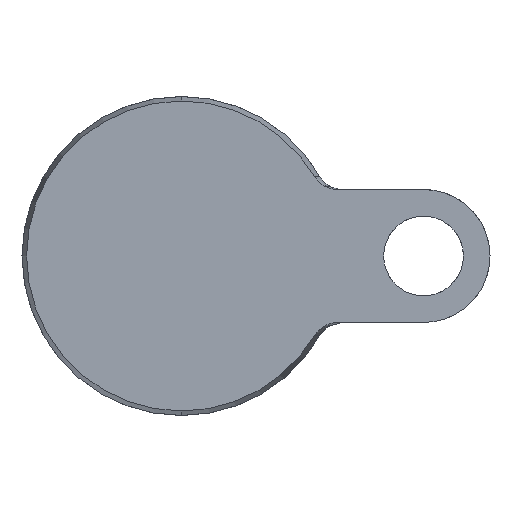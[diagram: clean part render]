
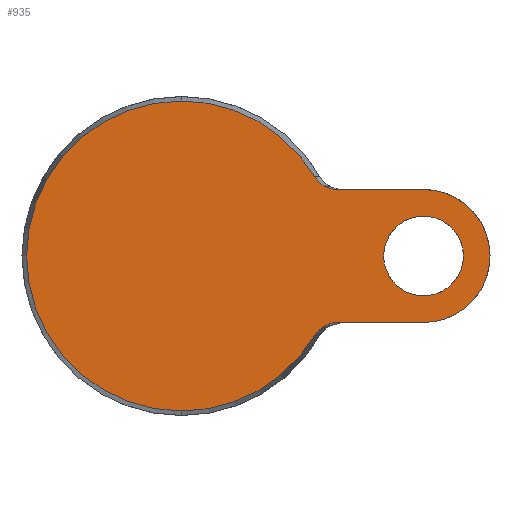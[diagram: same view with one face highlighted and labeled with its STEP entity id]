
A CAD part, front view. The second image highlights one B-rep face of the part: STEP entity #935.
In plain terms, the highlighted planar face has unit normal (0, -1, 0).
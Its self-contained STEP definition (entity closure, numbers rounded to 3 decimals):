
#15 = DIRECTION ( 'NONE',  ( 0., 0., 1. ) ) ;
#35 = VERTEX_POINT ( 'NONE', #1424 ) ;
#40 = VERTEX_POINT ( 'NONE', #266 ) ;
#50 = CIRCLE ( 'NONE', #1150, 29.143 ) ;
#51 = VERTEX_POINT ( 'NONE', #393 ) ;
#85 = CARTESIAN_POINT ( 'NONE',  ( 25.237, 0., 14.58 ) ) ;
#108 = ORIENTED_EDGE ( 'NONE', *, *, #1556, .T. ) ;
#124 = CIRCLE ( 'NONE', #601, 12.5 ) ;
#134 = DIRECTION ( 'NONE',  ( 0., 1., 0. ) ) ;
#177 = CIRCLE ( 'NONE', #656, 29.143 ) ;
#186 = CARTESIAN_POINT ( 'NONE',  ( 27.255, 0., -12.953 ) ) ;
#189 = DIRECTION ( 'NONE',  ( 0., 0., 1. ) ) ;
#197 = DIRECTION ( 'NONE',  ( 0., 1., 0. ) ) ;
#213 = ORIENTED_EDGE ( 'NONE', *, *, #914, .F. ) ;
#218 = VERTEX_POINT ( 'NONE', #608 ) ;
#219 = VERTEX_POINT ( 'NONE', #1236 ) ;
#225 = AXIS2_PLACEMENT_3D ( 'NONE', #1593, #197, #189 ) ;
#229 = LINE ( 'NONE', #1247, #794 ) ;
#266 = CARTESIAN_POINT ( 'NONE',  ( 29.374, 0., 12.5 ) ) ;
#281 = CARTESIAN_POINT ( 'NONE',  ( 15., 0., -12.5 ) ) ;
#307 = CARTESIAN_POINT ( 'NONE',  ( 28.503, 0., -12.556 ) ) ;
#313 = CARTESIAN_POINT ( 'NONE',  ( 27.253, 0., 12.954 ) ) ;
#321 = VERTEX_POINT ( 'NONE', #1326 ) ;
#324 = EDGE_CURVE ( 'NONE', #565, #35, #124, .T. ) ;
#336 = DIRECTION ( 'NONE',  ( 0., 1., 0. ) ) ;
#340 = CARTESIAN_POINT ( 'NONE',  ( -29.143, 0., 0. ) ) ;
#393 = CARTESIAN_POINT ( 'NONE',  ( 45.5, 0., -7.5 ) ) ;
#428 = CARTESIAN_POINT ( 'NONE',  ( 25.976, 0., 13.785 ) ) ;
#442 = CARTESIAN_POINT ( 'NONE',  ( 29.374, 0., 12.5 ) ) ;
#445 = VECTOR ( 'NONE', #650, 1000. ) ;
#449 = ORIENTED_EDGE ( 'NONE', *, *, #754, .T. ) ;
#450 = CARTESIAN_POINT ( 'NONE',  ( 29.374, 0., -12.5 ) ) ;
#453 = CARTESIAN_POINT ( 'NONE',  ( 29.374, 0., -12.5 ) ) ;
#462 = DIRECTION ( 'NONE',  ( 0., 0., 1. ) ) ;
#478 = DIRECTION ( 'NONE',  ( 1., 0., 0. ) ) ;
#520 = ORIENTED_EDGE ( 'NONE', *, *, #1194, .T. ) ;
#521 = CARTESIAN_POINT ( 'NONE',  ( 0., 0., 0. ) ) ;
#551 = AXIS2_PLACEMENT_3D ( 'NONE', #340, #852, #462 ) ;
#561 = B_SPLINE_CURVE_WITH_KNOTS ( 'NONE', 3,
 ( #442, #1544, #1328, #836, #719, #313, #576, #929, #1447, #829, #428, #1455, #85, #1198 ),
 .UNSPECIFIED., .F., .F.,
 ( 4, 2, 2, 2, 2, 2, 4 ),
 ( 0., 0.001, 0.002, 0.003, 0.003, 0.004, 0.005 ),
 .UNSPECIFIED. ) ;
#565 = VERTEX_POINT ( 'NONE', #1009 ) ;
#576 = CARTESIAN_POINT ( 'NONE',  ( 27.057, 0., 13.048 ) ) ;
#578 = CARTESIAN_POINT ( 'NONE',  ( 25.977, 0., -13.784 ) ) ;
#588 = FACE_BOUND ( 'NONE', #1444, .T. ) ;
#599 = ORIENTED_EDGE ( 'NONE', *, *, #678, .F. ) ;
#601 = AXIS2_PLACEMENT_3D ( 'NONE', #709, #336, #1453 ) ;
#608 = CARTESIAN_POINT ( 'NONE',  ( 45.5, 0., 7.5 ) ) ;
#650 = DIRECTION ( 'NONE',  ( -1., 0., 0. ) ) ;
#656 = AXIS2_PLACEMENT_3D ( 'NONE', #1178, #1542, #1167 ) ;
#678 = EDGE_CURVE ( 'NONE', #35, #784, #912, .T. ) ;
#685 = CIRCLE ( 'NONE', #225, 7.5 ) ;
#705 = CARTESIAN_POINT ( 'NONE',  ( 27.662, 0., -12.789 ) ) ;
#709 = CARTESIAN_POINT ( 'NONE',  ( 45.5, 0., 0. ) ) ;
#713 = CARTESIAN_POINT ( 'NONE',  ( 26.497, 0., -13.379 ) ) ;
#719 = CARTESIAN_POINT ( 'NONE',  ( 27.659, 0., 12.79 ) ) ;
#742 = FACE_OUTER_BOUND ( 'NONE', #851, .T. ) ;
#754 = EDGE_CURVE ( 'NONE', #51, #218, #1049, .T. ) ;
#757 = EDGE_CURVE ( 'NONE', #1044, #321, #1253, .T. ) ;
#766 = EDGE_CURVE ( 'NONE', #40, #219, #561, .T. ) ;
#784 = VERTEX_POINT ( 'NONE', #450 ) ;
#794 = VECTOR ( 'NONE', #478, 1000. ) ;
#829 = CARTESIAN_POINT ( 'NONE',  ( 26.144, 0., 13.642 ) ) ;
#830 = CARTESIAN_POINT ( 'NONE',  ( 25.011, 0., -14.959 ) ) ;
#836 = CARTESIAN_POINT ( 'NONE',  ( 27.869, 0., 12.721 ) ) ;
#845 = CARTESIAN_POINT ( 'NONE',  ( 26.146, 0., -13.64 ) ) ;
#851 = EDGE_LOOP ( 'NONE', ( #213, #980, #1058, #1480, #1265, #108, #599, #1221 ) ) ;
#852 = DIRECTION ( 'NONE',  ( 0., 1., 0. ) ) ;
#894 = DIRECTION ( 'NONE',  ( 0., 0., -1. ) ) ;
#905 = DIRECTION ( 'NONE',  ( 0., -1., 0. ) ) ;
#912 = LINE ( 'NONE', #281, #445 ) ;
#914 = EDGE_CURVE ( 'NONE', #40, #565, #229, .T. ) ;
#918 = AXIS2_PLACEMENT_3D ( 'NONE', #1386, #134, #15 ) ;
#929 = CARTESIAN_POINT ( 'NONE',  ( 26.678, 0., 13.261 ) ) ;
#935 = ADVANCED_FACE ( 'NONE', ( #742, #588 ), #1232, .F. ) ;
#953 = CARTESIAN_POINT ( 'NONE',  ( 28.933, 0., -12.5 ) ) ;
#980 = ORIENTED_EDGE ( 'NONE', *, *, #766, .T. ) ;
#985 = CARTESIAN_POINT ( 'NONE',  ( 0., 0., 29.143 ) ) ;
#1009 = CARTESIAN_POINT ( 'NONE',  ( 45.5, 0., 12.5 ) ) ;
#1044 = VERTEX_POINT ( 'NONE', #1134 ) ;
#1049 = CIRCLE ( 'NONE', #918, 7.5 ) ;
#1058 = ORIENTED_EDGE ( 'NONE', *, *, #1086, .T. ) ;
#1080 = CARTESIAN_POINT ( 'NONE',  ( 27.871, 0., -12.72 ) ) ;
#1086 = EDGE_CURVE ( 'NONE', #219, #1382, #50, .T. ) ;
#1107 = B_SPLINE_CURVE_WITH_KNOTS ( 'NONE', 3,
 ( #830, #1569, #1553, #578, #845, #713, #1207, #186, #705, #1080, #307, #953, #453 ),
 .UNSPECIFIED., .F., .F.,
 ( 4, 2, 2, 1, 2, 2, 4 ),
 ( 0., 0.001, 0.002, 0.003, 0.003, 0.004, 0.005 ),
 .UNSPECIFIED. ) ;
#1134 = CARTESIAN_POINT ( 'NONE',  ( 0., 0., -29.143 ) ) ;
#1150 = AXIS2_PLACEMENT_3D ( 'NONE', #521, #1160, #894 ) ;
#1160 = DIRECTION ( 'NONE',  ( 0., -1., 0. ) ) ;
#1167 = DIRECTION ( 'NONE',  ( 0., 0., -1. ) ) ;
#1178 = CARTESIAN_POINT ( 'NONE',  ( 0., 0., 0. ) ) ;
#1194 = EDGE_CURVE ( 'NONE', #218, #51, #685, .T. ) ;
#1198 = CARTESIAN_POINT ( 'NONE',  ( 25.011, 0., 14.959 ) ) ;
#1207 = CARTESIAN_POINT ( 'NONE',  ( 26.862, 0., -13.142 ) ) ;
#1221 = ORIENTED_EDGE ( 'NONE', *, *, #324, .F. ) ;
#1228 = EDGE_CURVE ( 'NONE', #1382, #1044, #177, .T. ) ;
#1232 = PLANE ( 'NONE',  #551 ) ;
#1236 = CARTESIAN_POINT ( 'NONE',  ( 25.011, 0., 14.959 ) ) ;
#1247 = CARTESIAN_POINT ( 'NONE',  ( 15., 0., 12.5 ) ) ;
#1253 = CIRCLE ( 'NONE', #1333, 29.143 ) ;
#1265 = ORIENTED_EDGE ( 'NONE', *, *, #757, .T. ) ;
#1326 = CARTESIAN_POINT ( 'NONE',  ( 25.011, 0., -14.959 ) ) ;
#1328 = CARTESIAN_POINT ( 'NONE',  ( 28.502, 0., 12.556 ) ) ;
#1333 = AXIS2_PLACEMENT_3D ( 'NONE', #1517, #905, #1395 ) ;
#1382 = VERTEX_POINT ( 'NONE', #985 ) ;
#1386 = CARTESIAN_POINT ( 'NONE',  ( 45.5, 0., 0. ) ) ;
#1395 = DIRECTION ( 'NONE',  ( 0., 0., -1. ) ) ;
#1424 = CARTESIAN_POINT ( 'NONE',  ( 45.5, 0., -12.5 ) ) ;
#1444 = EDGE_LOOP ( 'NONE', ( #449, #520 ) ) ;
#1447 = CARTESIAN_POINT ( 'NONE',  ( 26.495, 0., 13.38 ) ) ;
#1453 = DIRECTION ( 'NONE',  ( 0., 0., -1. ) ) ;
#1455 = CARTESIAN_POINT ( 'NONE',  ( 25.507, 0., 14.24 ) ) ;
#1480 = ORIENTED_EDGE ( 'NONE', *, *, #1228, .T. ) ;
#1517 = CARTESIAN_POINT ( 'NONE',  ( 0., 0., 0. ) ) ;
#1542 = DIRECTION ( 'NONE',  ( 0., -1., 0. ) ) ;
#1544 = CARTESIAN_POINT ( 'NONE',  ( 28.933, 0., 12.5 ) ) ;
#1553 = CARTESIAN_POINT ( 'NONE',  ( 25.508, 0., -14.24 ) ) ;
#1556 = EDGE_CURVE ( 'NONE', #321, #784, #1107, .T. ) ;
#1569 = CARTESIAN_POINT ( 'NONE',  ( 25.237, 0., -14.58 ) ) ;
#1593 = CARTESIAN_POINT ( 'NONE',  ( 45.5, 0., 0. ) ) ;
